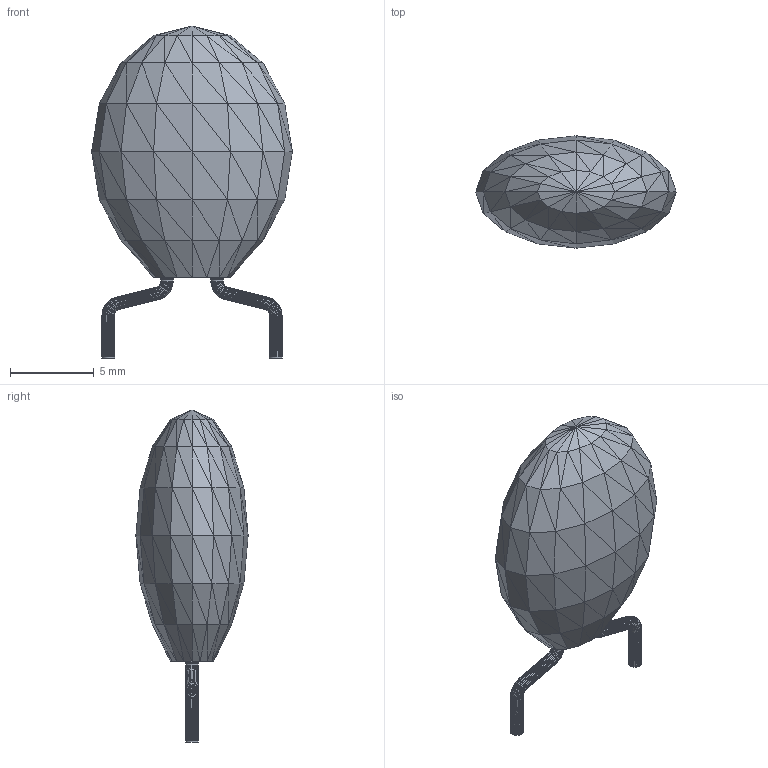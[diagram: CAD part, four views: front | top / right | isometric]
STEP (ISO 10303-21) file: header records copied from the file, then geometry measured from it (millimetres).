
FILE_DESCRIPTION(('STEP AP214'),'1');
FILE_NAME('CAP_ECQE1_12X67_T1','2019-04-24T19:01:30',(''),(''),'','','');
FILE_SCHEMA(('AUTOMOTIVE_DESIGN'));
Length unit declared in the file: millimetre
Products named in the file (1): product
Bounding box: 11.99 x 6.71 x 19.84 mm (x, y, z)
Surface area: 422.8 mm2 (no closed solid volume)
Topology: 0 solids, 1760 shells, 1760 faces, 5280 edges, 5280 vertices
Faces by surface type: plane 1760
Entity records: 63419 total; most frequent: CARTESIAN_POINT 12321, VERTEX_POINT 10560, DIRECTION 8802, ORIENTED_EDGE 5280, EDGE_CURVE 5280, LINE 5280, VECTOR 5280, AXIS2_PLACEMENT_3D 1761
